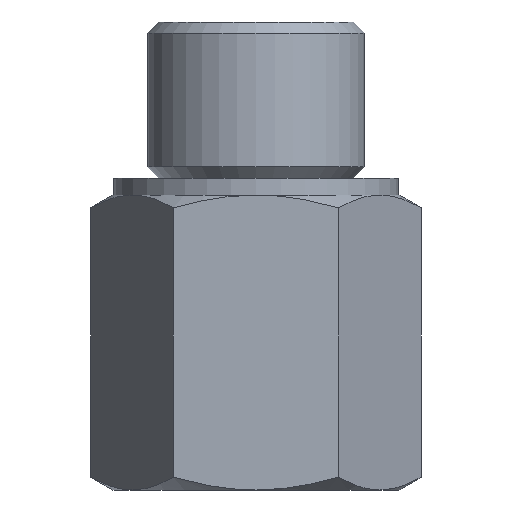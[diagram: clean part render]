
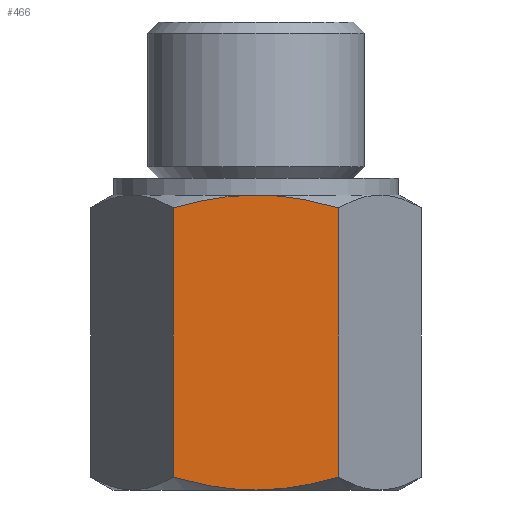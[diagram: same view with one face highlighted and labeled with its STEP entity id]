
A CAD part, left-side view. The second image highlights one B-rep face of the part: STEP entity #466.
In plain terms, the highlighted planar face has unit normal (-1, 0, 0).
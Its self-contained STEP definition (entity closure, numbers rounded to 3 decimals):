
#20=LINE('',#877,#26);
#21=LINE('',#878,#27);
#26=VECTOR('',#666,1000.);
#27=VECTOR('',#667,1000.);
#45=PLANE('',#542);
#159=ORIENTED_EDGE('',*,*,#203,.T.);
#160=ORIENTED_EDGE('',*,*,#207,.T.);
#161=ORIENTED_EDGE('',*,*,#247,.F.);
#162=ORIENTED_EDGE('',*,*,#210,.T.);
#163=ORIENTED_EDGE('',*,*,#213,.T.);
#164=ORIENTED_EDGE('',*,*,#248,.T.);
#203=EDGE_CURVE('',#258,#259,#298,.T.);
#207=EDGE_CURVE('',#259,#262,#301,.T.);
#210=EDGE_CURVE('',#264,#265,#303,.T.);
#213=EDGE_CURVE('',#265,#267,#305,.T.);
#247=EDGE_CURVE('',#264,#262,#20,.T.);
#248=EDGE_CURVE('',#267,#258,#21,.T.);
#258=VERTEX_POINT('',#713);
#259=VERTEX_POINT('',#715);
#262=VERTEX_POINT('',#737);
#264=VERTEX_POINT('',#749);
#265=VERTEX_POINT('',#750);
#267=VERTEX_POINT('',#762);
#298=B_SPLINE_CURVE_WITH_KNOTS('',3,(#716,#717,#718,#719),.UNSPECIFIED.,
 .F.,.F.,(4,4),(0.014,0.02),.UNSPECIFIED.);
#301=B_SPLINE_CURVE_WITH_KNOTS('',3,(#733,#734,#735,#736),.UNSPECIFIED.,
 .F.,.F.,(4,4),(0.02,0.027),.UNSPECIFIED.);
#303=B_SPLINE_CURVE_WITH_KNOTS('',3,(#745,#746,#747,#748),.UNSPECIFIED.,
 .F.,.F.,(4,4),(0.014,0.02),.UNSPECIFIED.);
#305=B_SPLINE_CURVE_WITH_KNOTS('',3,(#758,#759,#760,#761),.UNSPECIFIED.,
 .F.,.F.,(4,4),(0.02,0.027),.UNSPECIFIED.);
#363=EDGE_LOOP('',(#159,#160,#161,#162,#163,#164));
#415=FACE_BOUND('',#363,.T.);
#466=ADVANCED_FACE('',(#415),#45,.F.);
#542=AXIS2_PLACEMENT_3D('',#876,#664,#665);
#664=DIRECTION('',(1.,0.,0.));
#665=DIRECTION('',(0.,0.,-1.));
#666=DIRECTION('',(0.,0.,-1.));
#667=DIRECTION('',(0.,0.,-1.));
#713=CARTESIAN_POINT('',(-11.,6.351,-23.018));
#715=CARTESIAN_POINT('',(-11.,0.,-24.));
#716=CARTESIAN_POINT('',(-11.,6.351,-23.018));
#717=CARTESIAN_POINT('',(-11.,4.282,-23.615));
#718=CARTESIAN_POINT('',(-11.,2.175,-24.));
#719=CARTESIAN_POINT('',(-11.,0.,-24.));
#733=CARTESIAN_POINT('',(-11.,0.,-24.));
#734=CARTESIAN_POINT('',(-11.,-2.174,-24.));
#735=CARTESIAN_POINT('',(-11.,-4.284,-23.614));
#736=CARTESIAN_POINT('',(-11.,-6.351,-23.018));
#737=CARTESIAN_POINT('',(-11.,-6.351,-23.018));
#745=CARTESIAN_POINT('',(-11.,-6.351,-2.292));
#746=CARTESIAN_POINT('',(-11.,-4.282,-1.695));
#747=CARTESIAN_POINT('',(-11.,-2.175,-1.31));
#748=CARTESIAN_POINT('',(-11.,0.,-1.31));
#749=CARTESIAN_POINT('',(-11.,-6.351,-2.292));
#750=CARTESIAN_POINT('',(-11.,0.,-1.31));
#758=CARTESIAN_POINT('',(-11.,0.,-1.31));
#759=CARTESIAN_POINT('',(-11.,2.174,-1.31));
#760=CARTESIAN_POINT('',(-11.,4.284,-1.695));
#761=CARTESIAN_POINT('',(-11.,6.351,-2.292));
#762=CARTESIAN_POINT('',(-11.,6.351,-2.292));
#876=CARTESIAN_POINT('',(-11.,6.351,-1.31));
#877=CARTESIAN_POINT('',(-11.,-6.351,-1.31));
#878=CARTESIAN_POINT('',(-11.,6.351,-1.31));
